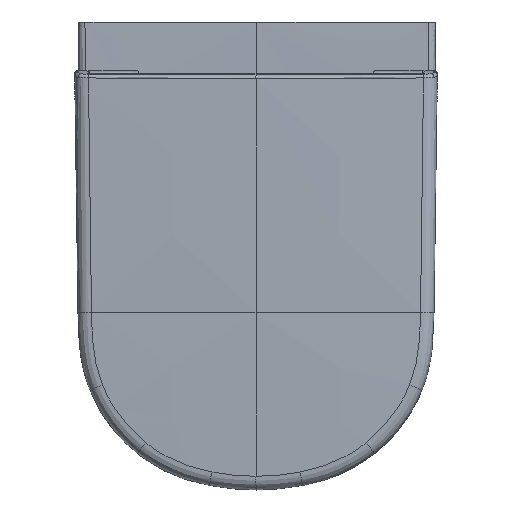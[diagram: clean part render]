
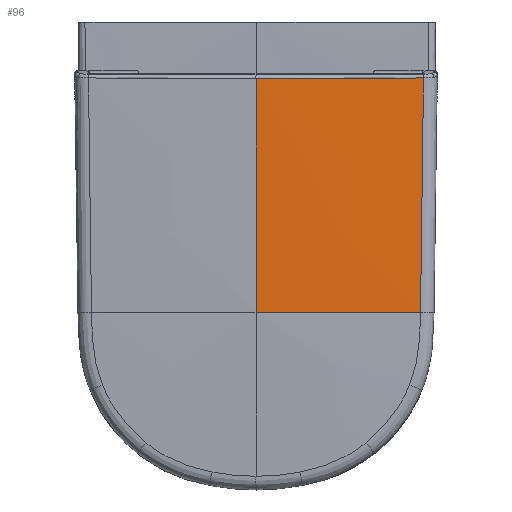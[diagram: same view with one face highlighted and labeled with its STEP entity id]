
A CAD part, top view. The second image highlights one B-rep face of the part: STEP entity #96.
In plain terms, the highlighted free-form (B-spline) face has degree [3, 2] with [4, 3] control points.
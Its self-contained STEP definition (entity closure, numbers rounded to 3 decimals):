
#96=ADVANCED_FACE('',(#1296),#16857,.T.);
#1296=FACE_OUTER_BOUND('',#2498,.T.);
#2498=EDGE_LOOP('',(#3829,#3830,#3831,#3832));
#3829=ORIENTED_EDGE('',*,*,#9464,.T.);
#3830=ORIENTED_EDGE('',*,*,#9479,.T.);
#3831=ORIENTED_EDGE('',*,*,#9465,.T.);
#3832=ORIENTED_EDGE('',*,*,#9567,.T.);
#9464=EDGE_CURVE('',#15221,#15222,#12419,.T.);
#9465=EDGE_CURVE('',#15223,#15224,#12420,.T.);
#9479=EDGE_CURVE('',#15222,#15223,#12432,.T.);
#9567=EDGE_CURVE('',#15224,#15221,#12509,.T.);
#12419=B_SPLINE_CURVE_WITH_KNOTS('',3,(#22517,#22518,#22519,#22520),
 .UNSPECIFIED.,.F.,.F.,(4,4),(0.194,1.013),
 .UNSPECIFIED.);
#12420=B_SPLINE_CURVE_WITH_KNOTS('',3,(#22521,#22522,#22523,#22524),
 .UNSPECIFIED.,.F.,.F.,(4,4),(-29.912,-5.651),
 .UNSPECIFIED.);
#12432=B_SPLINE_CURVE_WITH_KNOTS('',2,(#22572,#22573,#22574),
 .UNSPECIFIED.,.F.,.F.,(3,3),(0.,0.924),.UNSPECIFIED.);
#12509=B_SPLINE_CURVE_WITH_KNOTS('',4,(#23058,#23059,#23060,#23061,#23062),
 .UNSPECIFIED.,.F.,.F.,(5,5),(-17.327,0.),
 .UNSPECIFIED.);
#15221=VERTEX_POINT('',#21916);
#15222=VERTEX_POINT('',#21917);
#15223=VERTEX_POINT('',#21918);
#15224=VERTEX_POINT('',#21919);
#16857=B_SPLINE_SURFACE_WITH_KNOTS('',3,2,((#18821,#18822,#18823),(#18824,
#18825,#18826),(#18827,#18828,#18829),(#18830,#18831,#18832)),
 .UNSPECIFIED.,.F.,.F.,.F.,(4,4),(3,3),(0.,299.19),(0.,
187.379),.UNSPECIFIED.);
#18821=CARTESIAN_POINT('',(-1.494,238.391,223.499));
#18822=CARTESIAN_POINT('',(92.163,238.391,223.499));
#18823=CARTESIAN_POINT('',(185.82,238.379,220.023));
#18824=CARTESIAN_POINT('',(-1.494,138.688,224.78));
#18825=CARTESIAN_POINT('',(92.163,138.688,224.78));
#18826=CARTESIAN_POINT('',(185.365,138.673,220.023));
#18827=CARTESIAN_POINT('',(-1.494,38.963,224.82));
#18828=CARTESIAN_POINT('',(92.163,38.963,224.82));
#18829=CARTESIAN_POINT('',(183.946,38.977,220.023));
#18830=CARTESIAN_POINT('',(-1.494,-60.783,223.619));
#18831=CARTESIAN_POINT('',(92.163,-60.783,223.619));
#18832=CARTESIAN_POINT('',(182.453,-60.71,220.023));
#21916=CARTESIAN_POINT('',(-1.494,181.017,224.1));
#21917=CARTESIAN_POINT('',(-1.494,-60.783,223.619));
#21918=CARTESIAN_POINT('',(168.632,-60.721,220.551));
#21919=CARTESIAN_POINT('',(171.725,181.846,220.6));
#22517=CARTESIAN_POINT('',(-1.494,181.017,224.1));
#22518=CARTESIAN_POINT('',(-1.494,100.431,224.75));
#22519=CARTESIAN_POINT('',(-1.494,19.831,224.59));
#22520=CARTESIAN_POINT('',(-1.494,-60.783,223.619));
#22521=CARTESIAN_POINT('',(168.632,-60.721,220.551));
#22522=CARTESIAN_POINT('',(169.955,20.131,220.684));
#22523=CARTESIAN_POINT('',(171.132,100.987,220.695));
#22524=CARTESIAN_POINT('',(171.725,181.846,220.6));
#22572=CARTESIAN_POINT('',(-1.494,-60.783,223.619));
#22573=CARTESIAN_POINT('',(85.005,-60.783,223.619));
#22574=CARTESIAN_POINT('',(168.632,-60.721,220.551));
#23058=CARTESIAN_POINT('',(171.725,181.846,220.6));
#23059=CARTESIAN_POINT('',(128.444,181.448,222.349));
#23060=CARTESIAN_POINT('',(85.14,181.161,223.517));
#23061=CARTESIAN_POINT('',(41.823,181.017,224.1));
#23062=CARTESIAN_POINT('',(-1.494,181.017,224.1));
